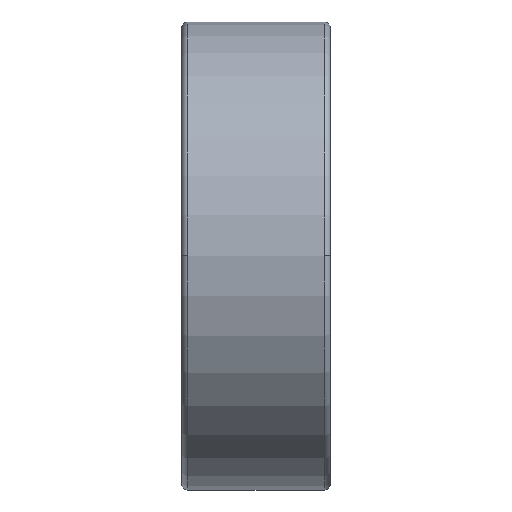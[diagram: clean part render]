
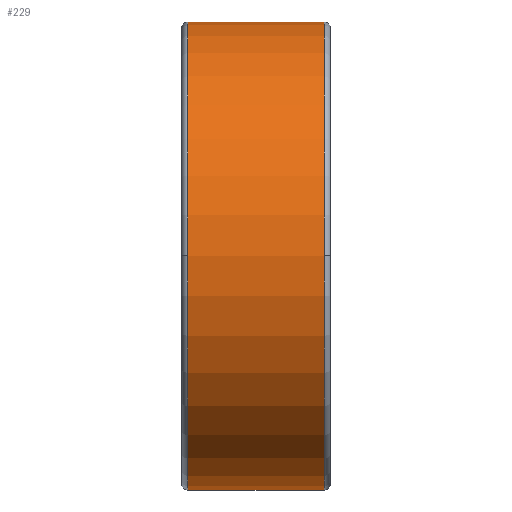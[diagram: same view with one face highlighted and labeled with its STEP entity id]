
A CAD part, top view. The second image highlights one B-rep face of the part: STEP entity #229.
In plain terms, the highlighted cylindrical face has radius 11 mm (diameter 22 mm), a partial arc.
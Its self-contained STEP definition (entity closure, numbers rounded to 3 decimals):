
#57 = DIRECTION ( 'NONE',  ( 1., 0., 0. ) ) ;
#148 = VERTEX_POINT ( 'NONE', #643 ) ;
#229 = ADVANCED_FACE ( 'NONE', ( #2308 ), #1511, .T. ) ;
#232 = EDGE_CURVE ( 'NONE', #1726, #2468, #1277, .T. ) ;
#247 = CARTESIAN_POINT ( 'NONE',  ( 0.3, 11., 0. ) ) ;
#292 = DIRECTION ( 'NONE',  ( 0., 1., 0. ) ) ;
#305 = VERTEX_POINT ( 'NONE', #1065 ) ;
#353 = AXIS2_PLACEMENT_3D ( 'NONE', #1396, #2366, #533 ) ;
#469 = AXIS2_PLACEMENT_3D ( 'NONE', #2533, #475, #666 ) ;
#475 = DIRECTION ( 'NONE',  ( 1., 0., 0. ) ) ;
#488 = CARTESIAN_POINT ( 'NONE',  ( 3.5, 0., 0. ) ) ;
#533 = DIRECTION ( 'NONE',  ( 0., 1., 0. ) ) ;
#558 = VECTOR ( 'NONE', #1003, 1000. ) ;
#566 = ORIENTED_EDGE ( 'NONE', *, *, #1732, .T. ) ;
#577 = VERTEX_POINT ( 'NONE', #1411 ) ;
#643 = CARTESIAN_POINT ( 'NONE',  ( 6.7, 11., 0. ) ) ;
#666 = DIRECTION ( 'NONE',  ( 0., 1., 0. ) ) ;
#696 = ORIENTED_EDGE ( 'NONE', *, *, #1258, .F. ) ;
#856 = ORIENTED_EDGE ( 'NONE', *, *, #2400, .F. ) ;
#942 = EDGE_CURVE ( 'NONE', #577, #2245, #1422, .T. ) ;
#977 = DIRECTION ( 'NONE',  ( -1., 0., 0. ) ) ;
#1003 = DIRECTION ( 'NONE',  ( -1., 0., 0. ) ) ;
#1065 = CARTESIAN_POINT ( 'NONE',  ( 6.7, 0., 11. ) ) ;
#1165 = CARTESIAN_POINT ( 'NONE',  ( 6.7, 0., 0. ) ) ;
#1258 = EDGE_CURVE ( 'NONE', #305, #577, #1579, .T. ) ;
#1277 = CIRCLE ( 'NONE', #469, 11. ) ;
#1299 = DIRECTION ( 'NONE',  ( -1., 0., 0. ) ) ;
#1396 = CARTESIAN_POINT ( 'NONE',  ( 6.7, 0., 0. ) ) ;
#1411 = CARTESIAN_POINT ( 'NONE',  ( 6.7, -11., 0. ) ) ;
#1422 = LINE ( 'NONE', #1822, #2498 ) ;
#1437 = CIRCLE ( 'NONE', #1646, 11. ) ;
#1476 = ORIENTED_EDGE ( 'NONE', *, *, #2541, .T. ) ;
#1503 = CIRCLE ( 'NONE', #353, 11. ) ;
#1511 = CYLINDRICAL_SURFACE ( 'NONE', #1608, 11. ) ;
#1579 = CIRCLE ( 'NONE', #1927, 11. ) ;
#1606 = LINE ( 'NONE', #2448, #558 ) ;
#1608 = AXIS2_PLACEMENT_3D ( 'NONE', #488, #1299, #292 ) ;
#1646 = AXIS2_PLACEMENT_3D ( 'NONE', #1859, #57, #2304 ) ;
#1726 = VERTEX_POINT ( 'NONE', #247 ) ;
#1732 = EDGE_CURVE ( 'NONE', #2468, #2245, #1437, .T. ) ;
#1822 = CARTESIAN_POINT ( 'NONE',  ( 3.5, -11., 0. ) ) ;
#1859 = CARTESIAN_POINT ( 'NONE',  ( 0.3, 0., 0. ) ) ;
#1927 = AXIS2_PLACEMENT_3D ( 'NONE', #1165, #2150, #2128 ) ;
#2128 = DIRECTION ( 'NONE',  ( 0., 1., 0. ) ) ;
#2150 = DIRECTION ( 'NONE',  ( 1., 0., 0. ) ) ;
#2193 = CARTESIAN_POINT ( 'NONE',  ( 0.3, -11., 0. ) ) ;
#2245 = VERTEX_POINT ( 'NONE', #2193 ) ;
#2248 = CARTESIAN_POINT ( 'NONE',  ( 0.3, 0., 11. ) ) ;
#2298 = ORIENTED_EDGE ( 'NONE', *, *, #232, .T. ) ;
#2304 = DIRECTION ( 'NONE',  ( 0., 1., 0. ) ) ;
#2308 = FACE_OUTER_BOUND ( 'NONE', #2384, .T. ) ;
#2323 = ORIENTED_EDGE ( 'NONE', *, *, #942, .F. ) ;
#2366 = DIRECTION ( 'NONE',  ( 1., 0., 0. ) ) ;
#2384 = EDGE_LOOP ( 'NONE', ( #2323, #696, #856, #1476, #2298, #566 ) ) ;
#2400 = EDGE_CURVE ( 'NONE', #148, #305, #1503, .T. ) ;
#2448 = CARTESIAN_POINT ( 'NONE',  ( 3.5, 11., 0. ) ) ;
#2468 = VERTEX_POINT ( 'NONE', #2248 ) ;
#2498 = VECTOR ( 'NONE', #977, 1000. ) ;
#2533 = CARTESIAN_POINT ( 'NONE',  ( 0.3, 0., 0. ) ) ;
#2541 = EDGE_CURVE ( 'NONE', #148, #1726, #1606, .T. ) ;
